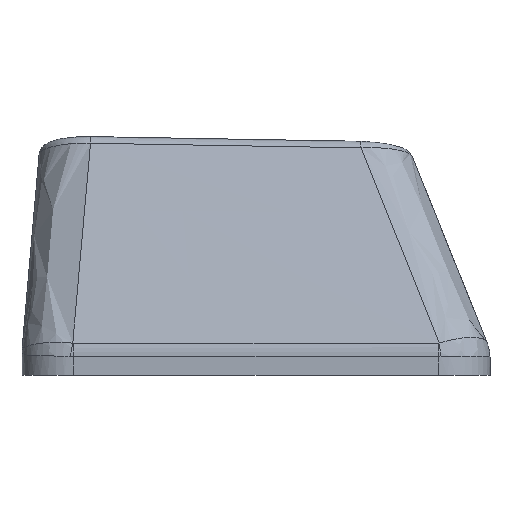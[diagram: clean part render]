
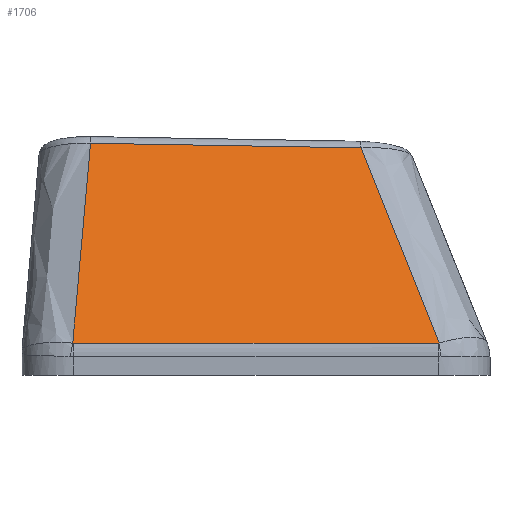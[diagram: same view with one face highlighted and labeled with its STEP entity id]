
A CAD part, left-side view. The second image highlights one B-rep face of the part: STEP entity #1706.
In plain terms, the highlighted free-form (B-spline) face has degree [3, 3] with [4, 4] control points.
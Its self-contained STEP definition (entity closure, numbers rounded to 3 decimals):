
#98=B_SPLINE_SURFACE_WITH_KNOTS('',3,3,((#3325,#3326,#3327,#3328),(#3329,
#3330,#3331,#3332),(#3333,#3334,#3335,#3336),(#3337,#3338,#3339,#3340)),
 .UNSPECIFIED.,.F.,.F.,.F.,(4,4),(4,4),(0.104,0.892),
(0.041,0.97),.UNSPECIFIED.);
#161=FACE_OUTER_BOUND('',#241,.T.);
#241=EDGE_LOOP('',(#1283,#1284,#1285,#1286,#1287,#1288));
#524=B_SPLINE_CURVE_WITH_KNOTS('',3,(#3021,#3022,#3023,#3024),
 .UNSPECIFIED.,.F.,.F.,(4,4),(0.,0.003),
 .UNSPECIFIED.);
#526=B_SPLINE_CURVE_WITH_KNOTS('',3,(#3048,#3049,#3050,#3051),
 .UNSPECIFIED.,.F.,.F.,(4,4),(0.,1.416),.UNSPECIFIED.);
#528=B_SPLINE_CURVE_WITH_KNOTS('',3,(#3075,#3076,#3077,#3078),
 .UNSPECIFIED.,.F.,.F.,(4,4),(0.,0.003),
 .UNSPECIFIED.);
#543=B_SPLINE_CURVE_WITH_KNOTS('',3,(#3342,#3343,#3344,#3345),
 .UNSPECIFIED.,.F.,.F.,(4,4),(0.039,0.904),
 .UNSPECIFIED.);
#544=B_SPLINE_CURVE_WITH_KNOTS('',3,(#3347,#3348,#3349,#3350),
 .UNSPECIFIED.,.F.,.F.,(4,4),(-1.049,0.),.UNSPECIFIED.);
#545=B_SPLINE_CURVE_WITH_KNOTS('',3,(#3351,#3352,#3353,#3354),
 .UNSPECIFIED.,.F.,.F.,(4,4),(-0.867,-0.037),
 .UNSPECIFIED.);
#718=VERTEX_POINT('',#2985);
#720=VERTEX_POINT('',#3014);
#722=VERTEX_POINT('',#3041);
#724=VERTEX_POINT('',#3068);
#740=VERTEX_POINT('',#3341);
#741=VERTEX_POINT('',#3346);
#940=EDGE_CURVE('',#718,#720,#524,.T.);
#943=EDGE_CURVE('',#720,#722,#526,.T.);
#946=EDGE_CURVE('',#722,#724,#528,.T.);
#970=EDGE_CURVE('',#740,#718,#543,.T.);
#971=EDGE_CURVE('',#741,#740,#544,.T.);
#972=EDGE_CURVE('',#724,#741,#545,.T.);
#1283=ORIENTED_EDGE('',*,*,#946,.F.);
#1284=ORIENTED_EDGE('',*,*,#943,.F.);
#1285=ORIENTED_EDGE('',*,*,#940,.F.);
#1286=ORIENTED_EDGE('',*,*,#970,.F.);
#1287=ORIENTED_EDGE('',*,*,#971,.F.);
#1288=ORIENTED_EDGE('',*,*,#972,.F.);
#1706=ADVANCED_FACE('',(#161),#98,.T.);
#2985=CARTESIAN_POINT('',(-8.981,-7.107,0.26));
#3014=CARTESIAN_POINT('',(-8.982,-7.081,0.258));
#3021=CARTESIAN_POINT('Ctrl Pts',(-8.981,-7.107,0.26));
#3022=CARTESIAN_POINT('Ctrl Pts',(-8.982,-7.098,0.259));
#3023=CARTESIAN_POINT('Ctrl Pts',(-8.982,-7.089,0.258));
#3024=CARTESIAN_POINT('Ctrl Pts',(-8.982,-7.081,0.258));
#3041=CARTESIAN_POINT('',(-8.986,7.08,0.253));
#3048=CARTESIAN_POINT('Ctrl Pts',(-8.982,-7.081,0.258));
#3049=CARTESIAN_POINT('Ctrl Pts',(-8.984,-2.36,0.256));
#3050=CARTESIAN_POINT('Ctrl Pts',(-8.985,2.36,0.255));
#3051=CARTESIAN_POINT('Ctrl Pts',(-8.986,7.08,0.253));
#3068=CARTESIAN_POINT('',(-8.985,7.111,0.256));
#3075=CARTESIAN_POINT('Ctrl Pts',(-8.986,7.08,0.253));
#3076=CARTESIAN_POINT('Ctrl Pts',(-8.986,7.091,0.253));
#3077=CARTESIAN_POINT('Ctrl Pts',(-8.986,7.101,0.254));
#3078=CARTESIAN_POINT('Ctrl Pts',(-8.985,7.111,0.256));
#3325=CARTESIAN_POINT('Ctrl Pts',(-6.097,-4.453,7.83));
#3326=CARTESIAN_POINT('Ctrl Pts',(-7.06,-5.339,5.303));
#3327=CARTESIAN_POINT('Ctrl Pts',(-8.023,-6.225,2.775));
#3328=CARTESIAN_POINT('Ctrl Pts',(-8.986,-7.111,0.247));
#3329=CARTESIAN_POINT('Ctrl Pts',(-6.097,-0.691,7.893));
#3330=CARTESIAN_POINT('Ctrl Pts',(-7.06,-1.251,5.345));
#3331=CARTESIAN_POINT('Ctrl Pts',(-8.023,-1.811,2.797));
#3332=CARTESIAN_POINT('Ctrl Pts',(-8.986,-2.37,0.249));
#3333=CARTESIAN_POINT('Ctrl Pts',(-6.097,3.071,7.955));
#3334=CARTESIAN_POINT('Ctrl Pts',(-7.06,2.837,5.387));
#3335=CARTESIAN_POINT('Ctrl Pts',(-8.023,2.604,2.819));
#3336=CARTESIAN_POINT('Ctrl Pts',(-8.986,2.37,0.251));
#3337=CARTESIAN_POINT('Ctrl Pts',(-6.097,6.832,8.017));
#3338=CARTESIAN_POINT('Ctrl Pts',(-7.06,6.925,5.429));
#3339=CARTESIAN_POINT('Ctrl Pts',(-8.023,7.018,2.841));
#3340=CARTESIAN_POINT('Ctrl Pts',(-8.986,7.111,0.253));
#3341=CARTESIAN_POINT('',(-6.099,-4.07,7.831));
#3342=CARTESIAN_POINT('Ctrl Pts',(-6.099,-4.07,7.831));
#3343=CARTESIAN_POINT('Ctrl Pts',(-7.059,-5.081,5.307));
#3344=CARTESIAN_POINT('Ctrl Pts',(-8.02,-6.094,2.783));
#3345=CARTESIAN_POINT('Ctrl Pts',(-8.981,-7.107,0.26));
#3346=CARTESIAN_POINT('',(-6.097,6.422,8.01));
#3347=CARTESIAN_POINT('Ctrl Pts',(-6.097,6.422,8.01));
#3348=CARTESIAN_POINT('Ctrl Pts',(-6.098,2.925,7.951));
#3349=CARTESIAN_POINT('Ctrl Pts',(-6.098,-0.573,
7.891));
#3350=CARTESIAN_POINT('Ctrl Pts',(-6.099,-4.07,7.831));
#3351=CARTESIAN_POINT('Ctrl Pts',(-8.985,7.111,0.256));
#3352=CARTESIAN_POINT('Ctrl Pts',(-8.023,6.882,2.841));
#3353=CARTESIAN_POINT('Ctrl Pts',(-7.061,6.652,5.426));
#3354=CARTESIAN_POINT('Ctrl Pts',(-6.097,6.422,8.01));
